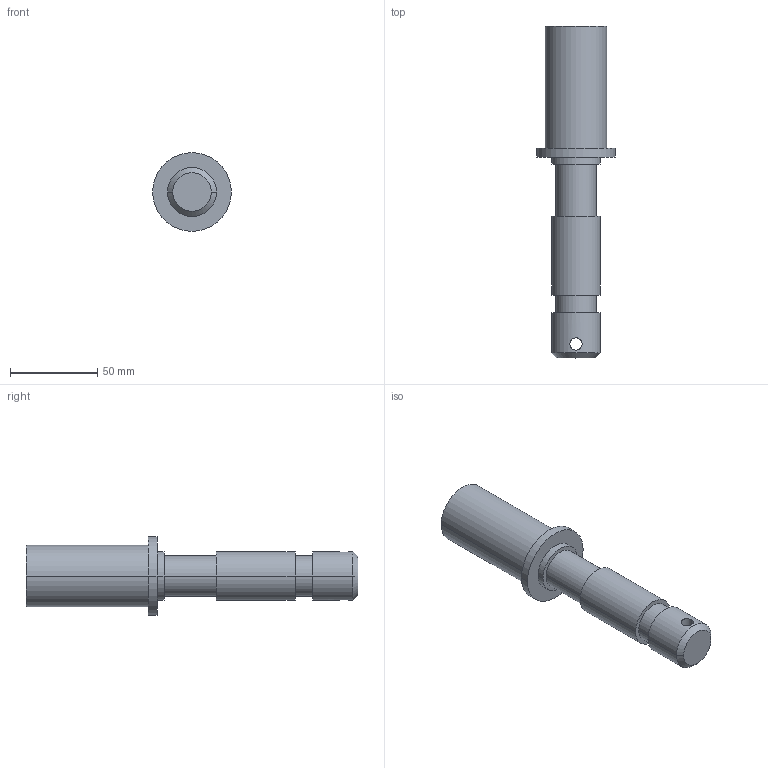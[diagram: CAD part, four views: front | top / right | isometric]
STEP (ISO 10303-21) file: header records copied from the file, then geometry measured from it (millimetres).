
FILE_DESCRIPTION (( 'STEP AP203' ), '1' );
FILE_NAME ('T74400.STEP', '2018-09-05T15:00:37', ( '' ), ( '' ), 'SwSTEP 2.0', 'SolidWorks 2016', '' );
FILE_SCHEMA (( 'CONFIG_CONTROL_DESIGN' ));
Length unit declared in the file: millimetre
Products named in the file (1): T74400
Bounding box: 45 x 190 x 45 mm (x, y, z)
Volume: 104487.6 mm3; surface area: 27061.5 mm2
Topology: 1 solids, 1 shells, 30 faces, 62 edges, 39 vertices
Faces by surface type: cylinder 18, plane 8, cone 4
Entity records: 995 total; most frequent: CARTESIAN_POINT 258, DIRECTION 152, ORIENTED_EDGE 120, AXIS2_PLACEMENT_3D 65, EDGE_CURVE 60, EDGE_LOOP 39, VERTEX_POINT 39, CIRCLE 34
